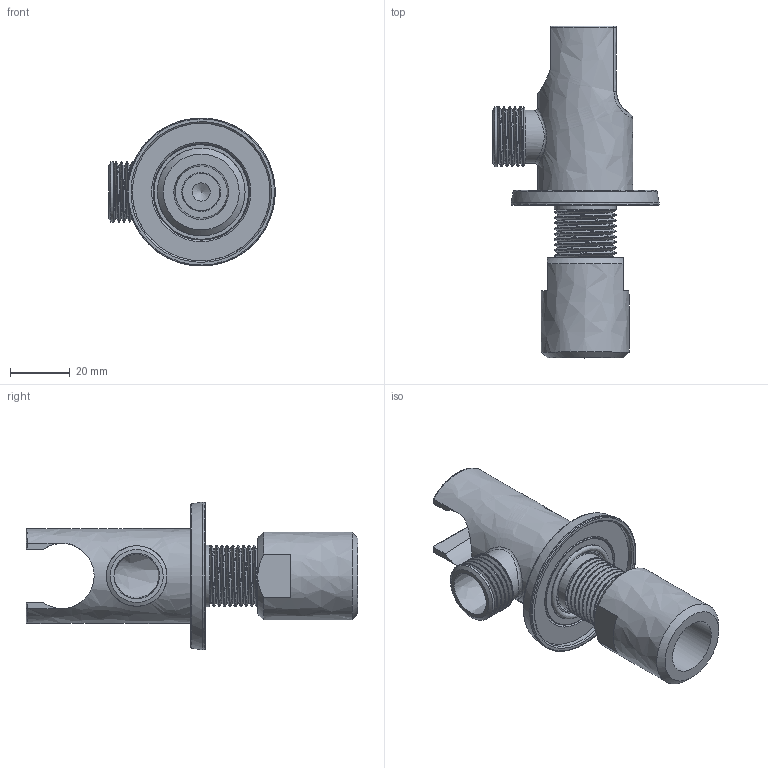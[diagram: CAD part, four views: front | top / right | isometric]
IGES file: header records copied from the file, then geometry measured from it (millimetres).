
Global section: file name: T2066-A; native system: Autodesk Inventor 2020; preprocessor: unknown; author: rclarke; date: 20221129.153236; units: millimetre
Bounding box: 55.65 x 111 x 49.5 mm (x, y, z)
Volume: 47492.5 mm3; surface area: 31808.8 mm2
Topology: 10 solids, 10 shells, 160 faces, 417 edges, 284 vertices
Faces by surface type: bspline 160
